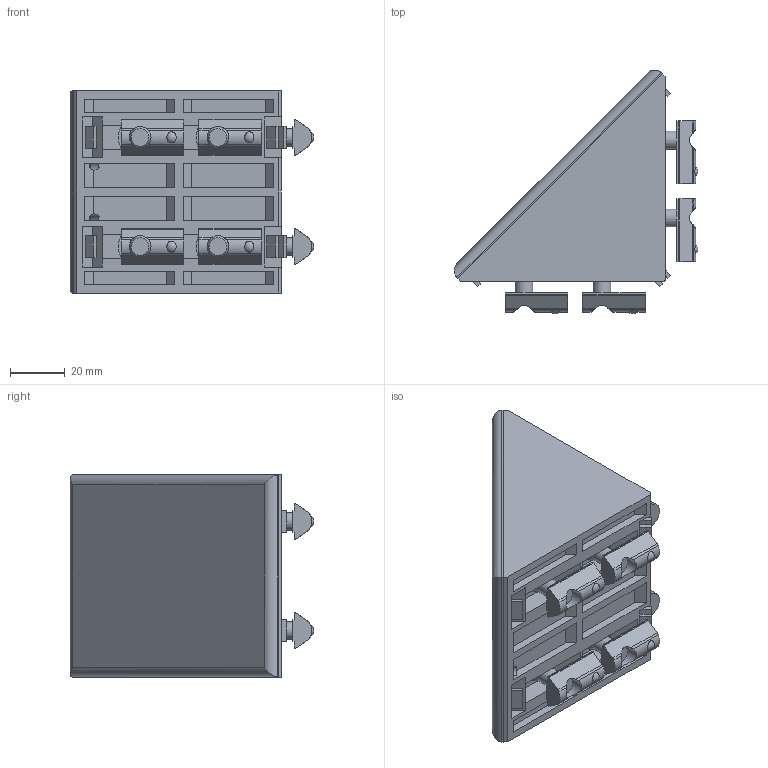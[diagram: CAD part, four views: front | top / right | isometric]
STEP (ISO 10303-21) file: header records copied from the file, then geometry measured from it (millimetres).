
FILE_DESCRIPTION(/* description */ (''),/* implementation_level */ '2;1');
FILE_NAME(/* name */ '123124',/* time_stamp */ '2014-10-06T13:06:40+02:00',/* author */ (''),/* organization */ (''),/* preprocessor_version */ 'ST-DEVELOPER v14',/* originating_system */ 'HiCAD 2013 1802.4 Build 509',/* authorisation */ '');
FILE_SCHEMA (('AUTOMOTIVE_DESIGN { 1 0 10303 214 1 1 1 1 }'));
Length unit declared in the file: millimetre
Products named in the file (27): Root; 123124HOEKSTUK 80X80 LUXURYBOIKON; 122330Sleufmoer 8 - M8 met kogelBOIKON; 900148Cil. inbusbout DIN 912 EV M8 x 16BOIKON0; 123125AFDEKKAP HOEKSTUK 80X80 LUXURYBOIKON; 901708Sluitring DIN 125 EV M8BOIKON0
Assembly tree (26 placements, depth 3):
  Root
    123124HOEKSTUK 80X80 LUXURYBOIKON
      122330Sleufmoer 8 - M8 met kogelBOIKON
      122330Sleufmoer 8 - M8 met kogelBOIKON
      122330Sleufmoer 8 - M8 met kogelBOIKON
      122330Sleufmoer 8 - M8 met kogelBOIKON
      122330Sleufmoer 8 - M8 met kogelBOIKON
      122330Sleufmoer 8 - M8 met kogelBOIKON
      122330Sleufmoer 8 - M8 met kogelBOIKON
      122330Sleufmoer 8 - M8 met kogelBOIKON
      900148Cil. inbusbout DIN 912 EV M8 x 16BOIKON0
      900148Cil. inbusbout DIN 912 EV M8 x 16BOIKON0
      900148Cil. inbusbout DIN 912 EV M8 x 16BOIKON0
      900148Cil. inbusbout DIN 912 EV M8 x 16BOIKON0
      900148Cil. inbusbout DIN 912 EV M8 x 16BOIKON0
      900148Cil. inbusbout DIN 912 EV M8 x 16BOIKON0
      900148Cil. inbusbout DIN 912 EV M8 x 16BOIKON0
      900148Cil. inbusbout DIN 912 EV M8 x 16BOIKON0
      123125AFDEKKAP HOEKSTUK 80X80 LUXURYBOIKON
      901708Sluitring DIN 125 EV M8BOIKON0
      901708Sluitring DIN 125 EV M8BOIKON0
      901708Sluitring DIN 125 EV M8BOIKON0
      901708Sluitring DIN 125 EV M8BOIKON0
      901708Sluitring DIN 125 EV M8BOIKON0
      901708Sluitring DIN 125 EV M8BOIKON0
      901708Sluitring DIN 125 EV M8BOIKON0
      901708Sluitring DIN 125 EV M8BOIKON0
Bounding box: 89.26 x 89.26 x 74 mm (x, y, z)
Volume: 111457.4 mm3; surface area: 73740.1 mm2
Topology: 26 solids, 26 shells, 670 faces, 1721 edges, 1136 vertices
Faces by surface type: plane 502, cylinder 136, cone 16, sphere 8, torus 8
Full cylindrical faces by diameter (mm): 4 x4, 6.466 x8, 8 x16, 8.4 x8, 13 x8, 16 x8
Entity records: 41172 total; most frequent: CARTESIAN_POINT 8615, DIRECTION 3311, PRESENTATION_STYLE_ASSIGNMENT 3228, COLOUR_RGB 3207, DRAUGHTING_PRE_DEFINED_CURVE_FONT 3202, CURVE_STYLE 3202, OVER_RIDING_STYLED_ITEM 3202, ORIENTED_EDGE 3202
